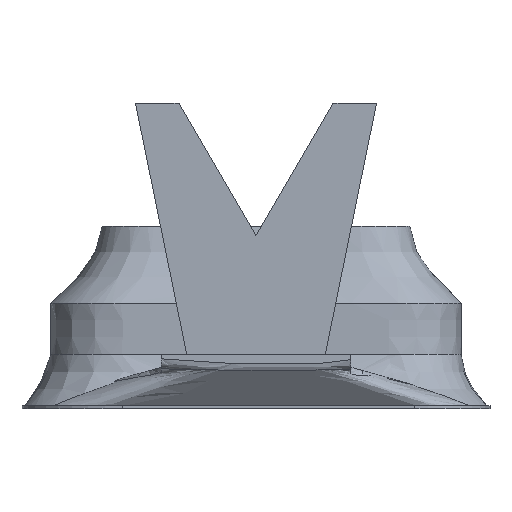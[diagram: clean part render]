
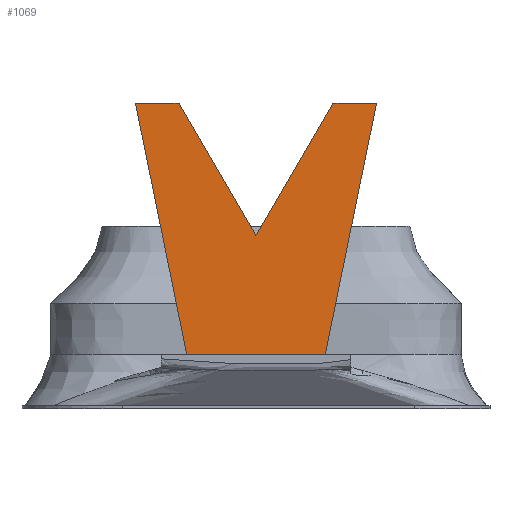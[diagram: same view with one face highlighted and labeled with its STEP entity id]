
A CAD part, front view. The second image highlights one B-rep face of the part: STEP entity #1069.
In plain terms, the highlighted planar face has unit normal (0, -1, 0).
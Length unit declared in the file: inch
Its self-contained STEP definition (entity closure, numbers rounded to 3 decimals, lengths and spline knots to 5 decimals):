
#68=LINE('',#2565,#145);
#71=LINE('',#2569,#148);
#73=LINE('',#2573,#150);
#75=LINE('',#2577,#152);
#77=LINE('',#2581,#154);
#79=LINE('',#2585,#156);
#80=LINE('',#2587,#157);
#145=VECTOR('',#1213,0.3937);
#148=VECTOR('',#1218,0.3937);
#150=VECTOR('',#1222,0.3937);
#152=VECTOR('',#1226,0.3937);
#154=VECTOR('',#1230,0.3937);
#156=VECTOR('',#1234,0.3937);
#157=VECTOR('',#1237,0.3937);
#211=PLANE('',#1132);
#253=FACE_OUTER_BOUND('',#311,.T.);
#311=EDGE_LOOP('',(#828,#829,#830,#831,#832,#833,#834));
#430=VERTEX_POINT('',#1475);
#480=VERTEX_POINT('',#2563);
#481=VERTEX_POINT('',#2564);
#482=VERTEX_POINT('',#2571);
#483=VERTEX_POINT('',#2575);
#484=VERTEX_POINT('',#2579);
#485=VERTEX_POINT('',#2583);
#606=EDGE_CURVE('',#480,#481,#68,.T.);
#609=EDGE_CURVE('',#481,#430,#71,.T.);
#611=EDGE_CURVE('',#480,#482,#73,.T.);
#613=EDGE_CURVE('',#483,#482,#75,.T.);
#615=EDGE_CURVE('',#484,#483,#77,.T.);
#617=EDGE_CURVE('',#484,#485,#79,.T.);
#618=EDGE_CURVE('',#430,#485,#80,.T.);
#828=ORIENTED_EDGE('',*,*,#613,.F.);
#829=ORIENTED_EDGE('',*,*,#615,.F.);
#830=ORIENTED_EDGE('',*,*,#617,.T.);
#831=ORIENTED_EDGE('',*,*,#618,.F.);
#832=ORIENTED_EDGE('',*,*,#609,.F.);
#833=ORIENTED_EDGE('',*,*,#606,.F.);
#834=ORIENTED_EDGE('',*,*,#611,.T.);
#1069=ADVANCED_FACE('',(#253),#211,.F.);
#1132=AXIS2_PLACEMENT_3D('',#2586,#1235,#1236);
#1213=DIRECTION('',(1.,0.,0.));
#1218=DIRECTION('',(-0.2,0.,-0.98));
#1222=DIRECTION('',(-0.503,0.,-0.864));
#1226=DIRECTION('',(0.503,0.,-0.864));
#1230=DIRECTION('',(1.,0.,0.));
#1234=DIRECTION('',(0.2,0.,-0.98));
#1235=DIRECTION('center_axis',(0.,1.,0.));
#1236=DIRECTION('ref_axis',(0.,0.,1.));
#1237=DIRECTION('',(-1.,0.,0.));
#1475=CARTESIAN_POINT('',(1.35,0.11,0.));
#2563=CARTESIAN_POINT('',(1.5,0.11,4.9));
#2564=CARTESIAN_POINT('',(2.35,0.11,4.9));
#2565=CARTESIAN_POINT('',(-2.35,0.11,4.9));
#2569=CARTESIAN_POINT('',(2.35,0.11,4.9));
#2571=CARTESIAN_POINT('',(0.,0.11,2.32105));
#2573=CARTESIAN_POINT('',(1.5,0.11,4.9));
#2575=CARTESIAN_POINT('',(-1.5,0.11,4.9));
#2577=CARTESIAN_POINT('',(-1.5,0.11,4.9));
#2579=CARTESIAN_POINT('',(-2.35,0.11,4.9));
#2581=CARTESIAN_POINT('',(-2.35,0.11,4.9));
#2583=CARTESIAN_POINT('',(-1.35,0.11,0.));
#2585=CARTESIAN_POINT('',(-2.35,0.11,4.9));
#2586=CARTESIAN_POINT('Origin',(-2.35,0.11,4.9));
#2587=CARTESIAN_POINT('',(-1.175,0.11,0.));
